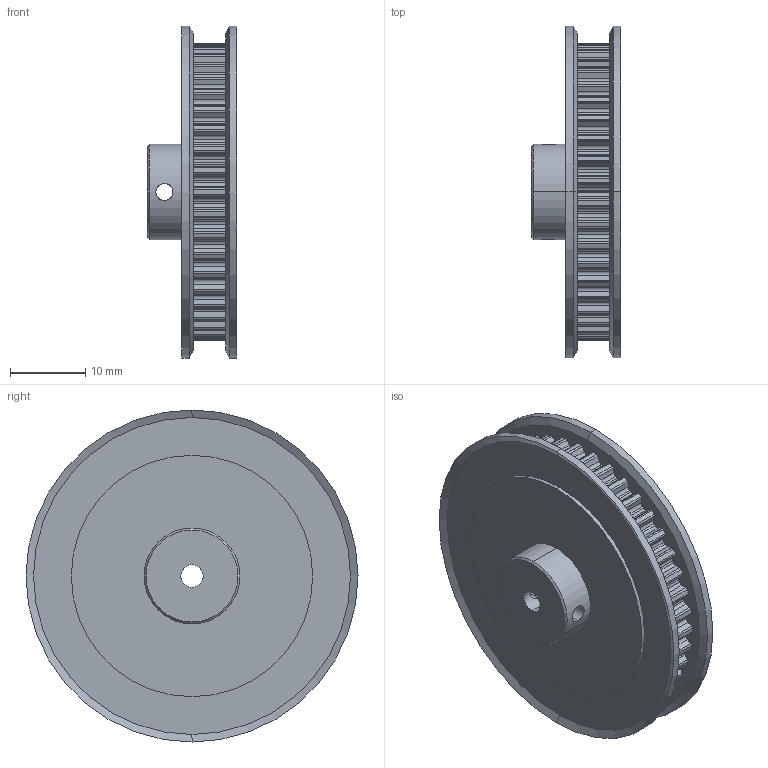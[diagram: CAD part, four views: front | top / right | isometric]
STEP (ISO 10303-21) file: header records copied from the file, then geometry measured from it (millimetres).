
FILE_DESCRIPTION (( 'STEP AP214' ), '1' );
FILE_NAME ('42t pulley.STEP', '2020-05-13T06:16:35', ( 'Kurtis' ), ( '' ), 'SwSTEP 2.0', 'SolidWorks 2015', '' );
FILE_SCHEMA (( 'AUTOMOTIVE_DESIGN' ));
Length unit declared in the file: inch
Products named in the file (1): 42t pulley
Bounding box: 11.9 x 44 x 44 mm (x, y, z)
Volume: 9222.4 mm3; surface area: 7074.9 mm2
Topology: 3 solids, 3 shells, 408 faces, 1187 edges, 788 vertices
Faces by surface type: cylinder 305, plane 93, cone 10
Entity records: 13989 total; most frequent: DIRECTION 2609, CARTESIAN_POINT 2524, ORIENTED_EDGE 2374, EDGE_CURVE 1187, AXIS2_PLACEMENT_3D 1021, VERTEX_POINT 788, CIRCLE 612, VECTOR 567
